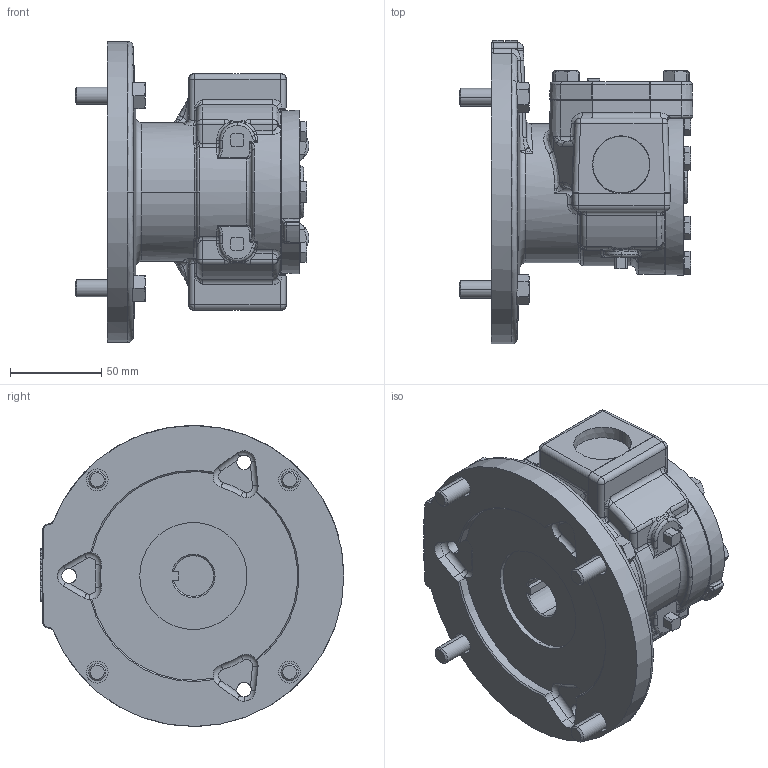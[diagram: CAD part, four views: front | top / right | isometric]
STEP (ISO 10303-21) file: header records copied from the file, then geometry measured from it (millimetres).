
FILE_DESCRIPTION (( 'STEP AP214' ), '1' );
FILE_NAME ('G75_143-5TC.STEP', '2017-05-15T14:34:31', ( '' ), ( '' ), 'SwSTEP 2.0', 'SolidWorks 2016', '' );
FILE_SCHEMA (( 'AUTOMOTIVE_DESIGN' ));
Length unit declared in the file: inch
Products named in the file (2): G75_143-5TC
Bounding box: 128.28 x 166.62 x 165.1 mm (x, y, z)
Volume: 1002052.3 mm3; surface area: 113609 mm2
Topology: 1 solids, 1 shells, 1054 faces, 2594 edges, 1555 vertices
Faces by surface type: plane 405, bspline 202, cylinder 199, cone 153, torus 58, sphere 37
Entity records: 47276 total; most frequent: CARTESIAN_POINT 18565, ORIENTED_EDGE 5120, DIRECTION 4244, EDGE_CURVE 2560, AXIS2_PLACEMENT_3D 1632, VERTEX_POINT 1555, EDGE_LOOP 1107, ADVANCED_FACE 1054
